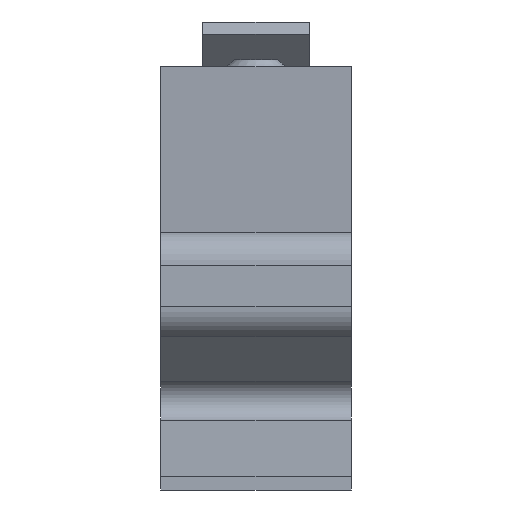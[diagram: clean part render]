
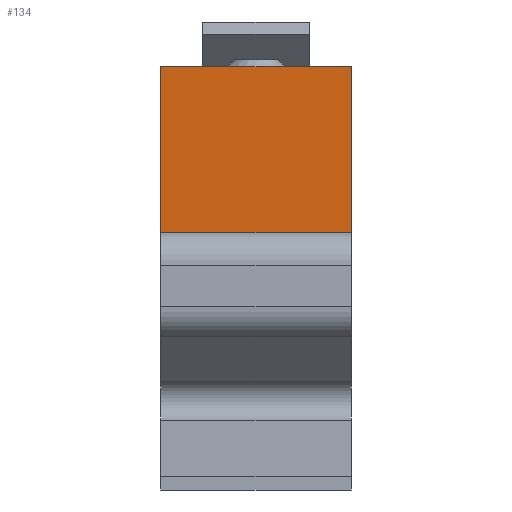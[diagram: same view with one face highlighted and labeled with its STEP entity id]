
A CAD part, top view. The second image highlights one B-rep face of the part: STEP entity #134.
In plain terms, the highlighted planar face has unit normal (0, 0.966, 0.259).
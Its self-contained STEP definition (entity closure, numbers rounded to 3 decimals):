
#134=ADVANCED_FACE('',(#193),#168,.F.);
#168=PLANE('',#722);
#193=FACE_OUTER_BOUND('',#226,.T.);
#226=EDGE_LOOP('',(#282,#283,#284,#285));
#282=ORIENTED_EDGE('',*,*,#511,.T.);
#283=ORIENTED_EDGE('',*,*,#497,.T.);
#284=ORIENTED_EDGE('',*,*,#512,.F.);
#285=ORIENTED_EDGE('',*,*,#513,.T.);
#439=VERTEX_POINT('',#954);
#440=VERTEX_POINT('',#956);
#452=VERTEX_POINT('',#984);
#453=VERTEX_POINT('',#986);
#497=EDGE_CURVE('',#440,#439,#582,.T.);
#511=EDGE_CURVE('',#452,#440,#596,.T.);
#512=EDGE_CURVE('',#453,#439,#597,.T.);
#513=EDGE_CURVE('',#453,#452,#598,.T.);
#582=LINE('',#955,#652);
#596=LINE('',#983,#666);
#597=LINE('',#985,#667);
#598=LINE('',#987,#668);
#652=VECTOR('',#779,1.);
#666=VECTOR('',#797,1.);
#667=VECTOR('',#798,1.);
#668=VECTOR('',#799,1.);
#722=AXIS2_PLACEMENT_3D('',#988,#800,#801);
#779=DIRECTION('',(-1.,0.,0.));
#797=DIRECTION('',(0.,0.259,-0.966));
#798=DIRECTION('',(0.,0.259,-0.966));
#799=DIRECTION('',(1.,0.,0.));
#800=DIRECTION('',(0.,-0.966,-0.259));
#801=DIRECTION('',(0.,0.259,-0.966));
#954=CARTESIAN_POINT('',(-2.25,15.649,90.556));
#955=CARTESIAN_POINT('',(-1.35,15.649,90.556));
#956=CARTESIAN_POINT('',(2.25,15.649,90.556));
#983=CARTESIAN_POINT('',(2.25,11.689,105.335));
#984=CARTESIAN_POINT('',(2.25,11.709,105.263));
#985=CARTESIAN_POINT('',(-2.25,11.689,105.335));
#986=CARTESIAN_POINT('',(-2.25,11.709,105.263));
#987=CARTESIAN_POINT('',(2.25,11.709,105.263));
#988=CARTESIAN_POINT('',(-1.35,11.689,105.335));
